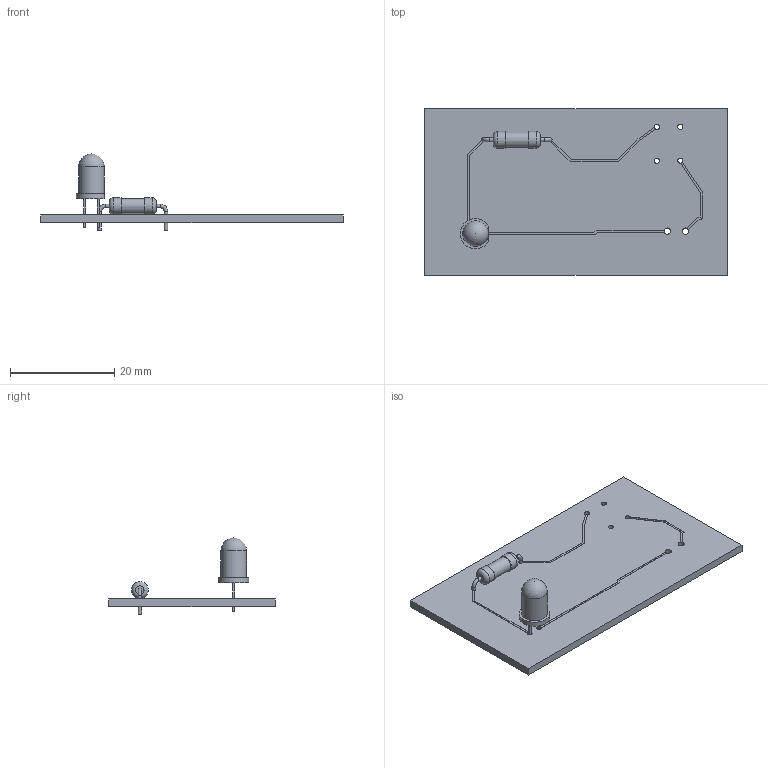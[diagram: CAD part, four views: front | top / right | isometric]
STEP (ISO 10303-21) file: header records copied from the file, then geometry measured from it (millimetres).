
FILE_DESCRIPTION(('KiCad electronic assembly'),'2;1');
FILE_NAME('hello_light.step','2025-06-16T19:21:35',('Pcbnew'),('Kicad'), 'Open CASCADE STEP processor 7.8','KiCad to STEP converter','Unknown' );
FILE_SCHEMA(('AUTOMOTIVE_DESIGN { 1 0 10303 214 1 1 1 1 }'));
Length unit declared in the file: millimetre
Products named in the file (5): hello_light 1; LED_D5.0mm; R_Axial_DIN0309_L9.0mm_D3.2mm_P12.70mm_Horizontal; hello_light_copper; hello_light_PCB
Assembly tree (4 placements, depth 2):
  hello_light 1
    LED_D5.0mm
    R_Axial_DIN0309_L9.0mm_D3.2mm_P12.70mm_Horizontal
    hello_light_copper
    hello_light_PCB
Bounding box: 58 x 32 x 14.6 mm (x, y, z)
Volume: 3015.2 mm3; surface area: 4404.9 mm2
Topology: 7 solids, 7 shells, 113 faces, 272 edges, 179 vertices
Faces by surface type: plane 75, cylinder 33, torus 4, sphere 1
Full cylindrical faces by diameter (mm): 0.7 x4, 0.8 x2, 0.9 x2, 1 x4, 1.2 x2, 2.88 x1, 3.2 x2, 4.9 x1
Entity records: 3663 total; most frequent: DIRECTION 580, CARTESIAN_POINT 568, ORIENTED_EDGE 542, EDGE_CURVE 271, LINE 198, VECTOR 198, AXIS2_PLACEMENT_3D 191, VERTEX_POINT 179
